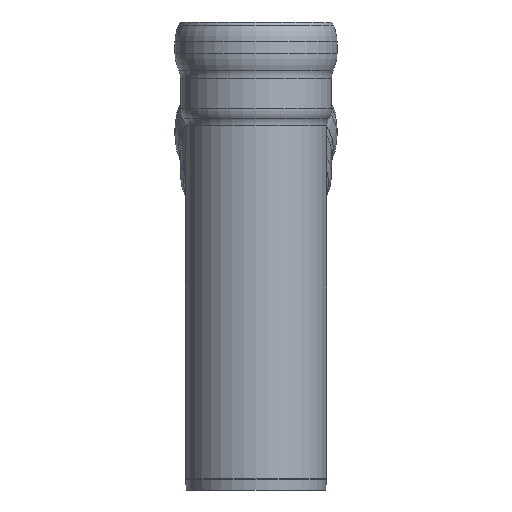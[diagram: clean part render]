
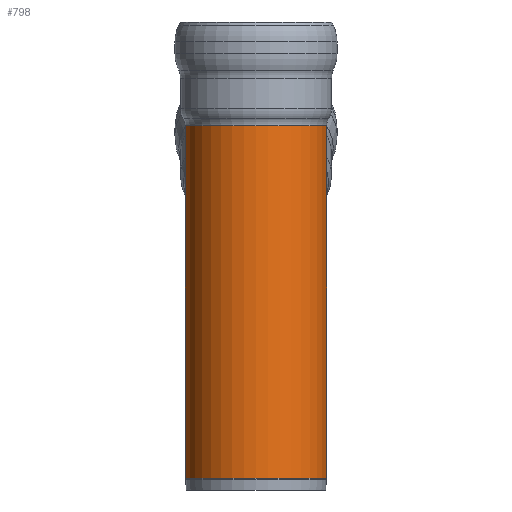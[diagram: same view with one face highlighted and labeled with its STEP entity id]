
A CAD part, left-side view. The second image highlights one B-rep face of the part: STEP entity #798.
In plain terms, the highlighted cylindrical face has radius 445 mm (diameter 890 mm), a full revolution.
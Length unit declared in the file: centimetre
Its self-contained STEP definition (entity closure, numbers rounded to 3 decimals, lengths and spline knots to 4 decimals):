
#38=ELLIPSE('',#854,48.1665,44.5);
#39=ELLIPSE('',#855,116.2841,44.5);
#40=ELLIPSE('',#858,116.2841,44.5);
#41=ELLIPSE('',#859,48.1665,44.5);
#52=LINE('',#1351,#76);
#53=LINE('',#1357,#77);
#76=VECTOR('',#1018,44.5);
#77=VECTOR('',#1023,44.5);
#100=CYLINDRICAL_SURFACE('',#853,44.5);
#113=FACE_OUTER_BOUND('',#160,.T.);
#160=EDGE_LOOP('',(#521,#522,#523,#524,#525,#526,#527,#528,#529,#530,#531,
#532));
#211=CIRCLE('',#850,44.5);
#212=CIRCLE('',#851,44.5);
#214=CIRCLE('',#856,44.5);
#215=CIRCLE('',#857,44.5);
#303=VERTEX_POINT('',#1343);
#304=VERTEX_POINT('',#1345);
#305=VERTEX_POINT('',#1350);
#306=VERTEX_POINT('',#1352);
#307=VERTEX_POINT('',#1354);
#308=VERTEX_POINT('',#1356);
#309=VERTEX_POINT('',#1358);
#310=VERTEX_POINT('',#1361);
#387=EDGE_CURVE('',#303,#304,#211,.T.);
#388=EDGE_CURVE('',#304,#303,#212,.T.);
#390=EDGE_CURVE('',#304,#305,#52,.T.);
#391=EDGE_CURVE('',#305,#306,#38,.T.);
#392=EDGE_CURVE('',#306,#307,#39,.T.);
#393=EDGE_CURVE('',#307,#308,#53,.T.);
#394=EDGE_CURVE('',#308,#309,#214,.T.);
#395=EDGE_CURVE('',#309,#308,#215,.T.);
#396=EDGE_CURVE('',#307,#310,#40,.T.);
#397=EDGE_CURVE('',#310,#305,#41,.T.);
#521=ORIENTED_EDGE('',*,*,#387,.F.);
#522=ORIENTED_EDGE('',*,*,#388,.F.);
#523=ORIENTED_EDGE('',*,*,#390,.T.);
#524=ORIENTED_EDGE('',*,*,#391,.T.);
#525=ORIENTED_EDGE('',*,*,#392,.T.);
#526=ORIENTED_EDGE('',*,*,#393,.T.);
#527=ORIENTED_EDGE('',*,*,#394,.T.);
#528=ORIENTED_EDGE('',*,*,#395,.T.);
#529=ORIENTED_EDGE('',*,*,#393,.F.);
#530=ORIENTED_EDGE('',*,*,#396,.T.);
#531=ORIENTED_EDGE('',*,*,#397,.T.);
#532=ORIENTED_EDGE('',*,*,#390,.F.);
#798=ADVANCED_FACE('',(#113),#100,.T.);
#850=AXIS2_PLACEMENT_3D('',#1346,#1010,#1011);
#851=AXIS2_PLACEMENT_3D('',#1347,#1012,#1013);
#853=AXIS2_PLACEMENT_3D('',#1349,#1016,#1017);
#854=AXIS2_PLACEMENT_3D('',#1353,#1019,#1020);
#855=AXIS2_PLACEMENT_3D('',#1355,#1021,#1022);
#856=AXIS2_PLACEMENT_3D('',#1359,#1024,#1025);
#857=AXIS2_PLACEMENT_3D('',#1360,#1026,#1027);
#858=AXIS2_PLACEMENT_3D('',#1362,#1028,#1029);
#859=AXIS2_PLACEMENT_3D('',#1363,#1030,#1031);
#1010=DIRECTION('center_axis',(0.,0.,-1.));
#1011=DIRECTION('ref_axis',(1.,0.,0.));
#1012=DIRECTION('center_axis',(0.,0.,-1.));
#1013=DIRECTION('ref_axis',(1.,0.,0.));
#1016=DIRECTION('center_axis',(0.,0.,-1.));
#1017=DIRECTION('ref_axis',(-1.,0.,0.));
#1018=DIRECTION('',(0.,0.,1.));
#1019=DIRECTION('center_axis',(-0.383,0.,
-0.924));
#1020=DIRECTION('ref_axis',(-0.924,0.,0.383));
#1021=DIRECTION('center_axis',(-0.924,0.,
0.383));
#1022=DIRECTION('ref_axis',(-0.383,0.,-0.924));
#1023=DIRECTION('',(0.,0.,1.));
#1024=DIRECTION('center_axis',(0.,0.,-1.));
#1025=DIRECTION('ref_axis',(1.,0.,0.));
#1026=DIRECTION('center_axis',(0.,0.,-1.));
#1027=DIRECTION('ref_axis',(1.,0.,0.));
#1028=DIRECTION('center_axis',(-0.924,0.,
0.383));
#1029=DIRECTION('ref_axis',(-0.383,0.,-0.924));
#1030=DIRECTION('center_axis',(-0.383,0.,
-0.924));
#1031=DIRECTION('ref_axis',(-0.924,0.,0.383));
#1343=CARTESIAN_POINT('',(0.,-44.5,7.4366));
#1345=CARTESIAN_POINT('',(44.5,0.,7.4366));
#1346=CARTESIAN_POINT('Origin',(0.,0.,7.4366));
#1347=CARTESIAN_POINT('Origin',(0.,0.,7.4366));
#1349=CARTESIAN_POINT('Origin',(0.,0.,118.314));
#1350=CARTESIAN_POINT('',(44.5,0.,78.5675));
#1351=CARTESIAN_POINT('',(44.5,0.,118.314));
#1352=CARTESIAN_POINT('',(0.,-44.5,97.));
#1353=CARTESIAN_POINT('Origin',(0.,0.,97.));
#1354=CARTESIAN_POINT('',(44.5,0.,204.4325));
#1355=CARTESIAN_POINT('Origin',(0.,0.,97.));
#1356=CARTESIAN_POINT('',(44.5,0.,229.6979));
#1357=CARTESIAN_POINT('',(44.5,0.,118.314));
#1358=CARTESIAN_POINT('',(0.,-44.5,229.6979));
#1359=CARTESIAN_POINT('Origin',(0.,0.,229.6979));
#1360=CARTESIAN_POINT('Origin',(0.,0.,229.6979));
#1361=CARTESIAN_POINT('',(0.,44.5,97.));
#1362=CARTESIAN_POINT('Origin',(0.,0.,97.));
#1363=CARTESIAN_POINT('Origin',(0.,0.,97.));
